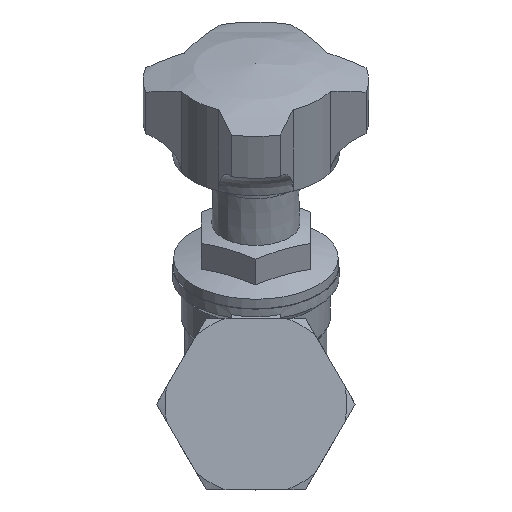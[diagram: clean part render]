
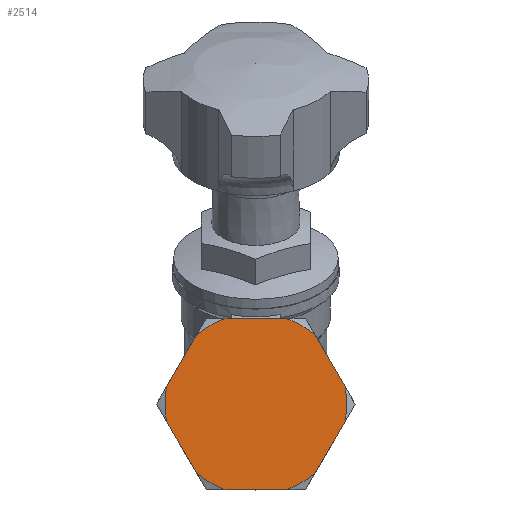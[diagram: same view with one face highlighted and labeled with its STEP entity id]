
A CAD part, left-side view. The second image highlights one B-rep face of the part: STEP entity #2514.
In plain terms, the highlighted planar face has unit normal (-1, 0, 0).
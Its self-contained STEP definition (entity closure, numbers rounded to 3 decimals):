
#224=PLANE('',#2781);
#271=LINE('',#4476,#391);
#274=LINE('',#4566,#394);
#276=LINE('',#4665,#396);
#278=LINE('',#4787,#398);
#280=LINE('',#4993,#400);
#282=LINE('',#5024,#402);
#391=VECTOR('',#3063,1000.);
#394=VECTOR('',#3068,1000.);
#396=VECTOR('',#3072,1000.);
#398=VECTOR('',#3076,1000.);
#400=VECTOR('',#3104,1000.);
#402=VECTOR('',#3108,1000.);
#1021=ORIENTED_EDGE('',*,*,#1337,.T.);
#1022=ORIENTED_EDGE('',*,*,#1324,.F.);
#1023=ORIENTED_EDGE('',*,*,#1328,.T.);
#1024=ORIENTED_EDGE('',*,*,#1338,.F.);
#1025=ORIENTED_EDGE('',*,*,#1330,.T.);
#1026=ORIENTED_EDGE('',*,*,#1341,.F.);
#1027=ORIENTED_EDGE('',*,*,#1333,.T.);
#1028=ORIENTED_EDGE('',*,*,#1319,.F.);
#1029=ORIENTED_EDGE('',*,*,#1335,.T.);
#1030=ORIENTED_EDGE('',*,*,#1314,.F.);
#1031=ORIENTED_EDGE('',*,*,#1336,.T.);
#1032=ORIENTED_EDGE('',*,*,#1308,.F.);
#1308=EDGE_CURVE('',#1650,#1651,#271,.T.);
#1314=EDGE_CURVE('',#1655,#1656,#274,.T.);
#1319=EDGE_CURVE('',#1659,#1660,#276,.T.);
#1324=EDGE_CURVE('',#1664,#1665,#278,.T.);
#1328=EDGE_CURVE('',#1664,#1667,#1883,.T.);
#1330=EDGE_CURVE('',#1668,#1669,#1884,.T.);
#1333=EDGE_CURVE('',#1671,#1660,#1885,.T.);
#1335=EDGE_CURVE('',#1659,#1656,#1886,.T.);
#1336=EDGE_CURVE('',#1655,#1651,#1887,.T.);
#1337=EDGE_CURVE('',#1650,#1665,#1888,.T.);
#1338=EDGE_CURVE('',#1668,#1667,#280,.T.);
#1341=EDGE_CURVE('',#1671,#1669,#282,.T.);
#1650=VERTEX_POINT('',#4475);
#1651=VERTEX_POINT('',#4477);
#1655=VERTEX_POINT('',#4565);
#1656=VERTEX_POINT('',#4567);
#1659=VERTEX_POINT('',#4664);
#1660=VERTEX_POINT('',#4666);
#1664=VERTEX_POINT('',#4786);
#1665=VERTEX_POINT('',#4788);
#1667=VERTEX_POINT('',#4869);
#1668=VERTEX_POINT('',#4899);
#1669=VERTEX_POINT('',#4900);
#1671=VERTEX_POINT('',#4958);
#1883=CIRCLE('',#2664,26.197);
#1884=CIRCLE('',#2666,26.197);
#1885=CIRCLE('',#2668,26.197);
#1886=CIRCLE('',#2670,26.197);
#1887=CIRCLE('',#2672,26.197);
#1888=CIRCLE('',#2674,26.197);
#2099=EDGE_LOOP('',(#1021,#1022,#1023,#1024,#1025,#1026,#1027,#1028,#1029,
#1030,#1031,#1032));
#2295=FACE_BOUND('',#2099,.T.);
#2514=ADVANCED_FACE('',(#2295),#224,.T.);
#2664=AXIS2_PLACEMENT_3D('',#4868,#3080,#3081);
#2666=AXIS2_PLACEMENT_3D('',#4898,#3084,#3085);
#2668=AXIS2_PLACEMENT_3D('',#4957,#3088,#3089);
#2670=AXIS2_PLACEMENT_3D('',#4987,#3092,#3093);
#2672=AXIS2_PLACEMENT_3D('',#4989,#3096,#3097);
#2674=AXIS2_PLACEMENT_3D('',#4991,#3100,#3101);
#2781=AXIS2_PLACEMENT_3D('',#8144,#3365,#3366);
#3063=DIRECTION('',(0.,-0.5,-0.866));
#3068=DIRECTION('',(0.,0.5,-0.866));
#3072=DIRECTION('',(0.,1.,0.));
#3076=DIRECTION('',(0.,-1.,0.));
#3080=DIRECTION('',(-1.,0.,0.));
#3081=DIRECTION('',(0.,0.,1.));
#3084=DIRECTION('',(-1.,0.,0.));
#3085=DIRECTION('',(0.,0.,1.));
#3088=DIRECTION('',(-1.,0.,0.));
#3089=DIRECTION('',(0.,0.,1.));
#3092=DIRECTION('',(-1.,0.,0.));
#3093=DIRECTION('',(0.,0.,1.));
#3096=DIRECTION('',(-1.,0.,0.));
#3097=DIRECTION('',(0.,0.,1.));
#3100=DIRECTION('',(-1.,0.,0.));
#3101=DIRECTION('',(0.,0.,1.));
#3104=DIRECTION('',(0.,-0.5,0.866));
#3108=DIRECTION('',(0.,0.5,0.866));
#3365=DIRECTION('',(-1.,0.,0.));
#3366=DIRECTION('',(0.,0.,1.));
#4475=CARTESIAN_POINT('',(-62.,-17.141,19.811));
#4476=CARTESIAN_POINT('',(-62.,-14.289,24.75));
#4477=CARTESIAN_POINT('',(-62.,-25.727,4.939));
#4565=CARTESIAN_POINT('',(-62.,-25.727,-4.939));
#4566=CARTESIAN_POINT('',(-62.,-28.579,0.));
#4567=CARTESIAN_POINT('',(-62.,-17.141,-19.811));
#4664=CARTESIAN_POINT('',(-62.,-8.586,-24.75));
#4665=CARTESIAN_POINT('',(-62.,-14.289,-24.75));
#4666=CARTESIAN_POINT('',(-62.,8.586,-24.75));
#4786=CARTESIAN_POINT('',(-62.,8.586,24.75));
#4787=CARTESIAN_POINT('',(-62.,14.289,24.75));
#4788=CARTESIAN_POINT('',(-62.,-8.586,24.75));
#4868=CARTESIAN_POINT('',(-62.,0.,0.));
#4869=CARTESIAN_POINT('',(-62.,17.141,19.811));
#4898=CARTESIAN_POINT('',(-62.,0.,0.));
#4899=CARTESIAN_POINT('',(-62.,25.727,4.939));
#4900=CARTESIAN_POINT('',(-62.,25.727,-4.939));
#4957=CARTESIAN_POINT('',(-62.,0.,0.));
#4958=CARTESIAN_POINT('',(-62.,17.141,-19.811));
#4987=CARTESIAN_POINT('',(-62.,0.,0.));
#4989=CARTESIAN_POINT('',(-62.,0.,0.));
#4991=CARTESIAN_POINT('',(-62.,0.,0.));
#4993=CARTESIAN_POINT('',(-62.,28.579,0.));
#5024=CARTESIAN_POINT('',(-62.,14.289,-24.75));
#8144=CARTESIAN_POINT('',(-62.,-50.,-30.));
